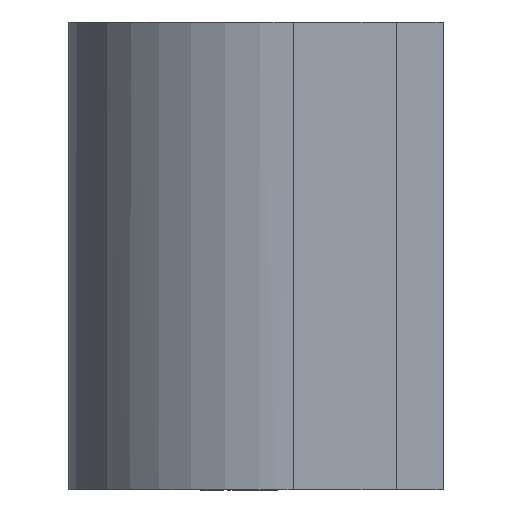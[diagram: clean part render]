
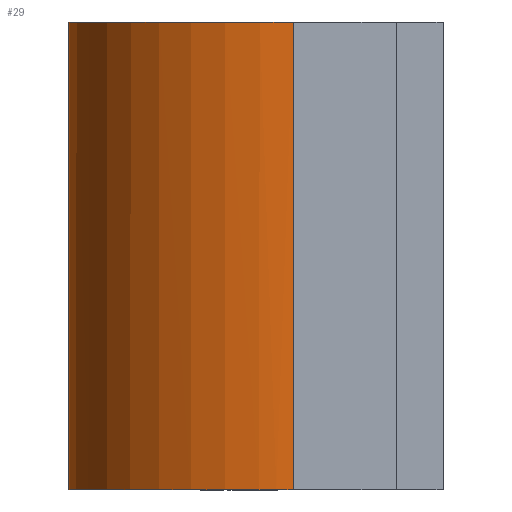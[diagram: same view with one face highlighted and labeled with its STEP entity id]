
A CAD part, left-side view. The second image highlights one B-rep face of the part: STEP entity #29.
In plain terms, the highlighted free-form (B-spline) face has degree [2, 1] with [9, 2] control points.
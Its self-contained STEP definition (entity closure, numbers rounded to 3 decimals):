
#29=ADVANCED_FACE('',(#47),#301,.T.);
#47=FACE_OUTER_BOUND('',#67,.T.);
#67=EDGE_LOOP('',(#145,#146,#147,#148));
#145=ORIENTED_EDGE('',*,*,#201,.F.);
#146=ORIENTED_EDGE('',*,*,#202,.T.);
#147=ORIENTED_EDGE('',*,*,#169,.F.);
#148=ORIENTED_EDGE('',*,*,#203,.T.);
#169=EDGE_CURVE('',#278,#279,#229,.T.);
#201=EDGE_CURVE('',#293,#294,#253,.T.);
#202=EDGE_CURVE('',#293,#279,#225,.T.);
#203=EDGE_CURVE('',#278,#294,#226,.T.);
#225=(
BOUNDED_CURVE()
B_SPLINE_CURVE(2,(#595,#596,#597,#598,#599),.UNSPECIFIED.,.F.,.F.)
B_SPLINE_CURVE_WITH_KNOTS((3,2,3),(0.,14.745,29.489),
 .UNSPECIFIED.)
CURVE()
GEOMETRIC_REPRESENTATION_ITEM()
RATIONAL_B_SPLINE_CURVE((1.,0.719,1.,0.719,1.))
REPRESENTATION_ITEM('')
);
#226=(
BOUNDED_CURVE()
B_SPLINE_CURVE(2,(#600,#601,#602,#603,#604),.UNSPECIFIED.,.F.,.F.)
B_SPLINE_CURVE_WITH_KNOTS((3,2,3),(-29.489,-14.745,
0.),.UNSPECIFIED.)
CURVE()
GEOMETRIC_REPRESENTATION_ITEM()
RATIONAL_B_SPLINE_CURVE((1.,0.719,1.,0.719,1.))
REPRESENTATION_ITEM('')
);
#229=B_SPLINE_CURVE_WITH_KNOTS('',1,(#517,#518),.UNSPECIFIED.,.F.,.F.,(2,
2),(-20.,0.),.UNSPECIFIED.);
#253=B_SPLINE_CURVE_WITH_KNOTS('',1,(#593,#594),.UNSPECIFIED.,.F.,.F.,(2,
2),(0.,20.),.UNSPECIFIED.);
#278=VERTEX_POINT('',#498);
#279=VERTEX_POINT('',#499);
#293=VERTEX_POINT('',#513);
#294=VERTEX_POINT('',#514);
#301=(
BOUNDED_SURFACE()
B_SPLINE_SURFACE(2,1,((#445,#446),(#447,#448),(#449,#450),(#451,#452),(#453,
#454),(#455,#456),(#457,#458),(#459,#460),(#461,#462)),.UNSPECIFIED.,.T.,
 .F.,.F.)
B_SPLINE_SURFACE_WITH_KNOTS((3,2,2,2,3),(2,2),(0.,1.571,3.142,
4.712,6.283),(0.,24.002),.UNSPECIFIED.)
GEOMETRIC_REPRESENTATION_ITEM()
RATIONAL_B_SPLINE_SURFACE(((1.,1.),(0.707,0.707),
(1.,1.),(0.707,0.707),(1.,1.),(0.707,
0.707),(1.,1.),(0.707,0.707),(1.,1.)))
REPRESENTATION_ITEM('')
SURFACE()
);
#445=CARTESIAN_POINT('',(9.6,0.,-12.001));
#446=CARTESIAN_POINT('',(9.6,0.,12.001));
#447=CARTESIAN_POINT('',(9.6,9.6,-12.001));
#448=CARTESIAN_POINT('',(9.6,9.6,12.001));
#449=CARTESIAN_POINT('',(0.,9.6,-12.001));
#450=CARTESIAN_POINT('',(0.,9.6,12.001));
#451=CARTESIAN_POINT('',(-9.6,9.6,-12.001));
#452=CARTESIAN_POINT('',(-9.6,9.6,12.001));
#453=CARTESIAN_POINT('',(-9.6,0.,-12.001));
#454=CARTESIAN_POINT('',(-9.6,0.,12.001));
#455=CARTESIAN_POINT('',(-9.6,-9.6,-12.001));
#456=CARTESIAN_POINT('',(-9.6,-9.6,12.001));
#457=CARTESIAN_POINT('',(0.,-9.6,-12.001));
#458=CARTESIAN_POINT('',(0.,-9.6,12.001));
#459=CARTESIAN_POINT('',(9.6,-9.6,-12.001));
#460=CARTESIAN_POINT('',(9.6,-9.6,12.001));
#461=CARTESIAN_POINT('',(9.6,0.,-12.001));
#462=CARTESIAN_POINT('',(9.6,0.,12.001));
#498=CARTESIAN_POINT('',(-9.6,0.,10.));
#499=CARTESIAN_POINT('',(-9.6,0.,-10.));
#513=CARTESIAN_POINT('',(9.577,0.67,-10.));
#514=CARTESIAN_POINT('',(9.577,0.67,10.));
#517=CARTESIAN_POINT('',(-9.6,0.,10.));
#518=CARTESIAN_POINT('',(-9.6,0.,-10.));
#593=CARTESIAN_POINT('',(9.577,0.67,-10.));
#594=CARTESIAN_POINT('',(9.577,0.67,10.));
#595=CARTESIAN_POINT('',(9.577,0.67,-10.));
#596=CARTESIAN_POINT('',(8.93,9.918,-10.));
#597=CARTESIAN_POINT('',(-0.335,9.594,-10.));
#598=CARTESIAN_POINT('',(-9.6,9.271,-10.));
#599=CARTESIAN_POINT('',(-9.6,0.,-10.));
#600=CARTESIAN_POINT('',(-9.6,0.,10.));
#601=CARTESIAN_POINT('',(-9.6,9.271,10.));
#602=CARTESIAN_POINT('',(-0.335,9.594,10.));
#603=CARTESIAN_POINT('',(8.93,9.918,10.));
#604=CARTESIAN_POINT('',(9.577,0.67,10.));
